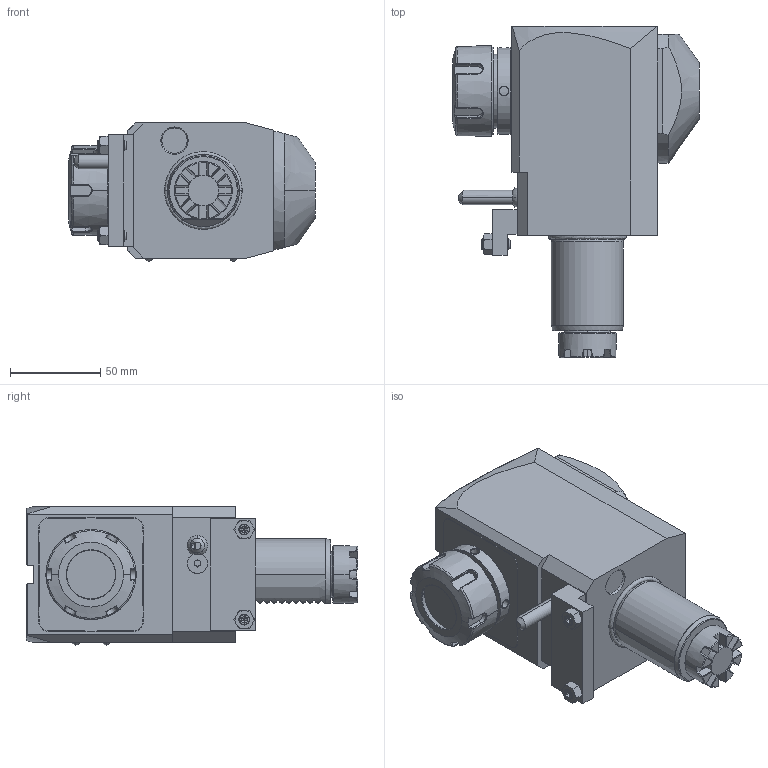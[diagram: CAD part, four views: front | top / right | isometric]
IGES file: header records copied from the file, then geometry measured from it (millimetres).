
Start section:  PTC IGES file: ngt1_40_241_32_2_2_80d.igs
Global section: file name: ngt1_40_241_32_2_2_80d.igs; native system: Pro/ENGINEER by Parametric Technology Corporation; preprocessor: 2010280; author: vali; organization: Unknown; date: 20170310.125726; units: millimetre
Bounding box: 136.6 x 184 x 76.6 mm (x, y, z)
Volume: 897905.1 mm3; surface area: 72437.6 mm2
Topology: 1 solids, 1 shells, 473 faces, 1231 edges, 771 vertices
Faces by surface type: bspline 265, revolution 206, extrusion 2
